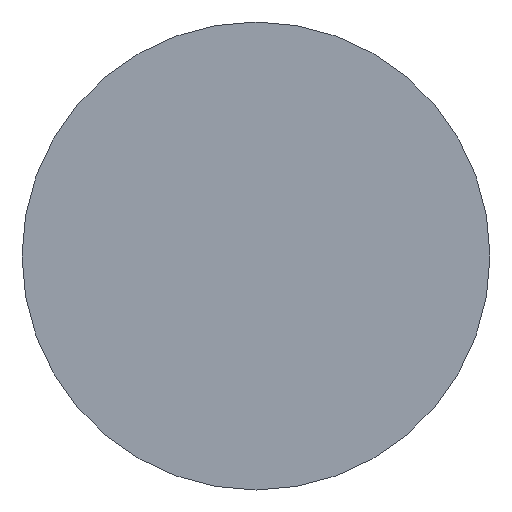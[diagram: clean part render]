
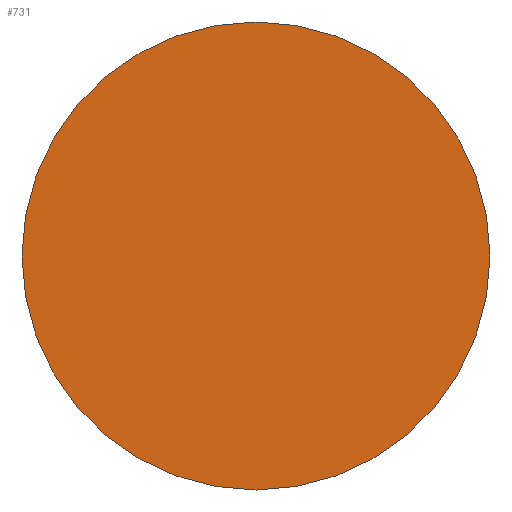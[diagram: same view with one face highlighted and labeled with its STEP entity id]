
A CAD part, front view. The second image highlights one B-rep face of the part: STEP entity #731.
In plain terms, the highlighted planar face has unit normal (0, -1, 0).
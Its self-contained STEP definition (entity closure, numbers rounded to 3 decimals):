
#13 = CARTESIAN_POINT ( 'NONE',  ( -5.432, -0.954, 0. ) ) ;
#102 = ORIENTED_EDGE ( 'NONE', *, *, #143, .T. ) ;
#114 = VERTEX_POINT ( 'NONE', #226 ) ;
#143 = EDGE_CURVE ( 'NONE', #114, #1362, #626, .T. ) ;
#187 = CIRCLE ( 'NONE', #367, 4.137 ) ;
#191 = AXIS2_PLACEMENT_3D ( 'NONE', #806, #291, #552 ) ;
#226 = CARTESIAN_POINT ( 'NONE',  ( -9.568, -0.954, 0. ) ) ;
#291 = DIRECTION ( 'NONE',  ( 0., 1., 0. ) ) ;
#292 = FACE_OUTER_BOUND ( 'NONE', #1249, .T. ) ;
#367 = AXIS2_PLACEMENT_3D ( 'NONE', #792, #999, #785 ) ;
#370 = DIRECTION ( 'NONE',  ( 0., -1., 0. ) ) ;
#404 = CARTESIAN_POINT ( 'NONE',  ( -1.295, -0.954, 0. ) ) ;
#552 = DIRECTION ( 'NONE',  ( -1., 0., 0. ) ) ;
#626 = CIRCLE ( 'NONE', #1113, 4.137 ) ;
#709 = ORIENTED_EDGE ( 'NONE', *, *, #814, .T. ) ;
#731 = ADVANCED_FACE ( 'NONE', ( #292 ), #1149, .F. ) ;
#785 = DIRECTION ( 'NONE',  ( -1., 0., 0. ) ) ;
#792 = CARTESIAN_POINT ( 'NONE',  ( -5.432, -0.954, 0. ) ) ;
#806 = CARTESIAN_POINT ( 'NONE',  ( -0.49, -0.954, 0. ) ) ;
#814 = EDGE_CURVE ( 'NONE', #1362, #114, #187, .T. ) ;
#999 = DIRECTION ( 'NONE',  ( 0., -1., 0. ) ) ;
#1113 = AXIS2_PLACEMENT_3D ( 'NONE', #13, #370, #1206 ) ;
#1149 = PLANE ( 'NONE',  #191 ) ;
#1206 = DIRECTION ( 'NONE',  ( -1., 0., 0. ) ) ;
#1249 = EDGE_LOOP ( 'NONE', ( #709, #102 ) ) ;
#1362 = VERTEX_POINT ( 'NONE', #404 ) ;
